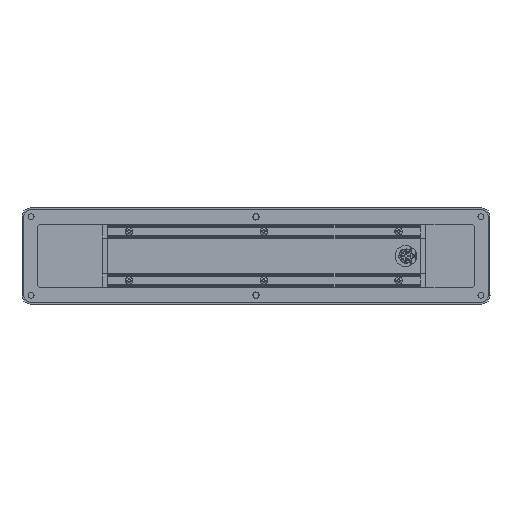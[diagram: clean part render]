
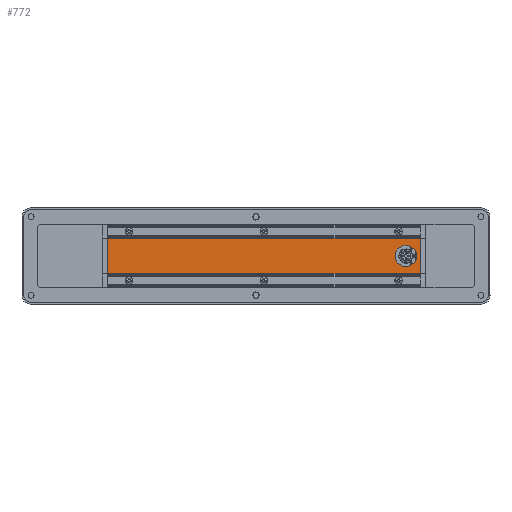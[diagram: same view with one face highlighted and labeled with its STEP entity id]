
A CAD part, front view. The second image highlights one B-rep face of the part: STEP entity #772.
In plain terms, the highlighted planar face has unit normal (0, -1, 0).
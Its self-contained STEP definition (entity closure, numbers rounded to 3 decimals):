
#185 = AXIS2_PLACEMENT_3D ( 'NONE', #22271, #32465, #9597 ) ;
#681 = VERTEX_POINT ( 'NONE', #15963 ) ;
#772 = ADVANCED_FACE ( 'NONE', ( #24754, #1947 ), #12114, .F. ) ;
#1947 = FACE_BOUND ( 'NONE', #3447, .T. ) ;
#2256 = LINE ( 'NONE', #12419, #8573 ) ;
#3368 = CIRCLE ( 'NONE', #21985, 8. ) ;
#3447 = EDGE_LOOP ( 'NONE', ( #16867, #9607 ) ) ;
#4369 = CARTESIAN_POINT ( 'NONE',  ( -150., 6., -14.8 ) ) ;
#4985 = DIRECTION ( 'NONE',  ( 0., -1., 0. ) ) ;
#6905 = CARTESIAN_POINT ( 'NONE',  ( 124.5, 6., -8. ) ) ;
#7511 = DIRECTION ( 'NONE',  ( 0., -1., 0. ) ) ;
#7644 = CARTESIAN_POINT ( 'NONE',  ( -150., 6., 14.8 ) ) ;
#8173 = VERTEX_POINT ( 'NONE', #31664 ) ;
#8348 = VECTOR ( 'NONE', #17804, 1000. ) ;
#8573 = VECTOR ( 'NONE', #22575, 1000. ) ;
#8807 = VERTEX_POINT ( 'NONE', #27071 ) ;
#9597 = DIRECTION ( 'NONE',  ( 0., 0., 1. ) ) ;
#9607 = ORIENTED_EDGE ( 'NONE', *, *, #19032, .F. ) ;
#11079 = CIRCLE ( 'NONE', #29706, 8. ) ;
#12114 = PLANE ( 'NONE',  #185 ) ;
#12308 = EDGE_CURVE ( 'NONE', #681, #27570, #2256, .T. ) ;
#12388 = LINE ( 'NONE', #22540, #13911 ) ;
#12419 = CARTESIAN_POINT ( 'NONE',  ( 136.5, 6., 0. ) ) ;
#13265 = VERTEX_POINT ( 'NONE', #15451 ) ;
#13658 = CARTESIAN_POINT ( 'NONE',  ( 136.5, 6., -14.8 ) ) ;
#13911 = VECTOR ( 'NONE', #32735, 1000. ) ;
#14304 = ORIENTED_EDGE ( 'NONE', *, *, #12308, .F. ) ;
#14528 = DIRECTION ( 'NONE',  ( -1., 0., 0. ) ) ;
#14787 = EDGE_CURVE ( 'NONE', #8173, #13265, #12388, .T. ) ;
#15143 = VERTEX_POINT ( 'NONE', #6905 ) ;
#15148 = DIRECTION ( 'NONE',  ( 0., 0., -1. ) ) ;
#15451 = CARTESIAN_POINT ( 'NONE',  ( -123.5, 6., -14.8 ) ) ;
#15963 = CARTESIAN_POINT ( 'NONE',  ( 136.5, 6., 14.8 ) ) ;
#16343 = EDGE_CURVE ( 'NONE', #27570, #13265, #27188, .T. ) ;
#16615 = ORIENTED_EDGE ( 'NONE', *, *, #14787, .T. ) ;
#16867 = ORIENTED_EDGE ( 'NONE', *, *, #26501, .F. ) ;
#17165 = VECTOR ( 'NONE', #14528, 1000. ) ;
#17675 = DIRECTION ( 'NONE',  ( 0., 0., -1. ) ) ;
#17804 = DIRECTION ( 'NONE',  ( 1., 0., 0. ) ) ;
#19032 = EDGE_CURVE ( 'NONE', #8807, #15143, #3368, .T. ) ;
#21985 = AXIS2_PLACEMENT_3D ( 'NONE', #27809, #4985, #15148 ) ;
#22271 = CARTESIAN_POINT ( 'NONE',  ( -150., 6., 15.1 ) ) ;
#22540 = CARTESIAN_POINT ( 'NONE',  ( -123.5, 6., 0. ) ) ;
#22575 = DIRECTION ( 'NONE',  ( 0., 0., -1. ) ) ;
#24754 = FACE_OUTER_BOUND ( 'NONE', #30840, .T. ) ;
#25415 = EDGE_CURVE ( 'NONE', #8173, #681, #30492, .T. ) ;
#25665 = ORIENTED_EDGE ( 'NONE', *, *, #25415, .F. ) ;
#26088 = ORIENTED_EDGE ( 'NONE', *, *, #16343, .F. ) ;
#26501 = EDGE_CURVE ( 'NONE', #15143, #8807, #11079, .T. ) ;
#27071 = CARTESIAN_POINT ( 'NONE',  ( 124.5, 6., 8. ) ) ;
#27188 = LINE ( 'NONE', #4369, #17165 ) ;
#27570 = VERTEX_POINT ( 'NONE', #13658 ) ;
#27809 = CARTESIAN_POINT ( 'NONE',  ( 124.5, 6., 0. ) ) ;
#29706 = AXIS2_PLACEMENT_3D ( 'NONE', #30363, #7511, #17675 ) ;
#30363 = CARTESIAN_POINT ( 'NONE',  ( 124.5, 6., 0. ) ) ;
#30492 = LINE ( 'NONE', #7644, #8348 ) ;
#30840 = EDGE_LOOP ( 'NONE', ( #16615, #26088, #14304, #25665 ) ) ;
#31664 = CARTESIAN_POINT ( 'NONE',  ( -123.5, 6., 14.8 ) ) ;
#32465 = DIRECTION ( 'NONE',  ( 0., 1., 0. ) ) ;
#32735 = DIRECTION ( 'NONE',  ( 0., 0., -1. ) ) ;
